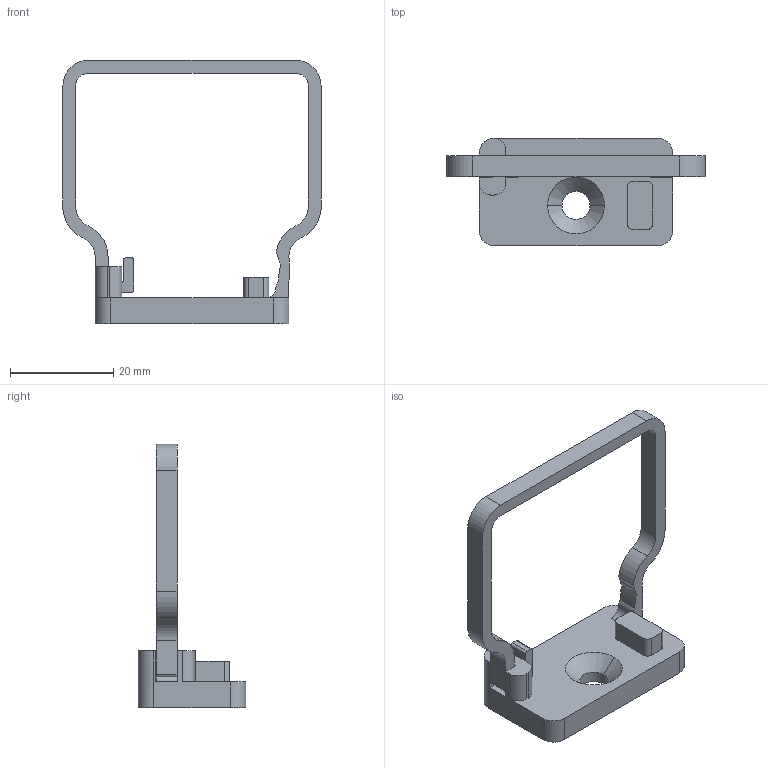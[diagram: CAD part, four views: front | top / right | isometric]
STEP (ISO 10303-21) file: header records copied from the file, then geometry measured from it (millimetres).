
FILE_DESCRIPTION(('Creo Elements/Direct Modeling STEP Export'),'2;1');
FILE_NAME('44.0500.7_Kabelhalter_40x40.stp','2022-03-21T 9:02:32',(''),(''),'PTC Creo Elements/Direct Modeling STEP processor for AP214 (Solid Model)','PTC Creo Elements/Direct Modeling 19.0C 15-Aug-2015 (C) Parametric Technology GmbH','');
FILE_SCHEMA(('AUTOMOTIVE_DESIGN { 1 0 10303 214 1 1 1 1 }'));
Length unit declared in the file: millimetre
Products named in the file (2): Kabelhalter_40x40_44.0500.7_PX175522
Assembly tree (1 placements, depth 2):
  Kabelhalter_40x40_44.0500.7_PX175522
    Kabelhalter_40x40_44.0500.7_PX175522
Bounding box: 50 x 20.8 x 50.97 mm (x, y, z)
Volume: 5488.3 mm3; surface area: 4335.2 mm2
Topology: 1 solids, 1 shells, 78 faces, 238 edges, 158 vertices
Faces by surface type: cylinder 39, plane 37, cone 2
Entity records: 2733 total; most frequent: ORIENTED_EDGE 476, CARTESIAN_POINT 473, DIRECTION 473, EDGE_CURVE 238, AXIS2_PLACEMENT_3D 158, VERTEX_POINT 158, VECTOR 157, LINE 157
